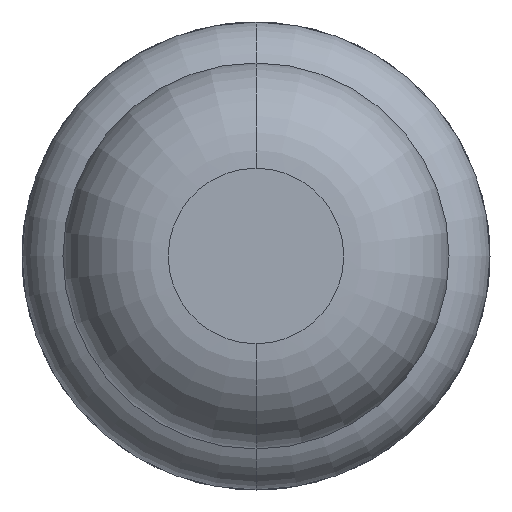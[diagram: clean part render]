
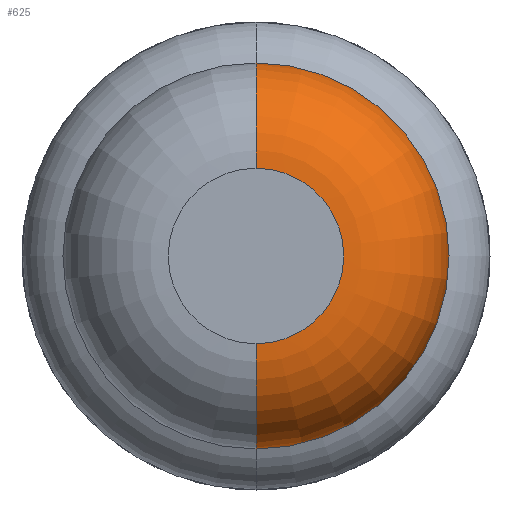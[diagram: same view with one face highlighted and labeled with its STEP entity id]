
A CAD part, front view. The second image highlights one B-rep face of the part: STEP entity #625.
In plain terms, the highlighted toroidal (fillet/blend) face has major radius 0.375 mm and minor radius 0.45 mm.
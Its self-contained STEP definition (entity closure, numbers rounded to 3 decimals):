
#22 = FACE_OUTER_BOUND ( 'NONE', #837, .T. ) ;
#214 = TOROIDAL_SURFACE ( 'NONE', #2004, 0.375, 0.45 ) ;
#215 = VERTEX_POINT ( 'NONE', #3002 ) ;
#253 = DIRECTION ( 'NONE',  ( 0., 0., 1. ) ) ;
#306 = DIRECTION ( 'NONE',  ( 0., 0., -1. ) ) ;
#578 = AXIS2_PLACEMENT_3D ( 'NONE', #2534, #1894, #306 ) ;
#624 = DIRECTION ( 'NONE',  ( 0., 0., 1. ) ) ;
#625 = ADVANCED_FACE ( 'Defeature ausgef�hrt1_6', ( #22 ), #214, .T. ) ;
#635 = CARTESIAN_POINT ( 'NONE',  ( 0., -23.55, 0. ) ) ;
#743 = ORIENTED_EDGE ( 'NONE', *, *, #2354, .F. ) ;
#837 = EDGE_LOOP ( 'NONE', ( #1021, #2875, #3274, #743 ) ) ;
#839 = DIRECTION ( 'NONE',  ( 0., 1., 0. ) ) ;
#958 = CIRCLE ( 'NONE', #1193, 0.825 ) ;
#1021 = ORIENTED_EDGE ( 'NONE', *, *, #2834, .T. ) ;
#1127 = VERTEX_POINT ( 'NONE', #1235 ) ;
#1130 = EDGE_CURVE ( 'NONE', #2527, #1127, #3593, .T. ) ;
#1156 = CARTESIAN_POINT ( 'NONE',  ( 0., -23.55, 0. ) ) ;
#1193 = AXIS2_PLACEMENT_3D ( 'NONE', #635, #1229, #624 ) ;
#1229 = DIRECTION ( 'NONE',  ( 0., 1., 0. ) ) ;
#1235 = CARTESIAN_POINT ( 'NONE',  ( 0., -23.55, -0.825 ) ) ;
#1502 = CARTESIAN_POINT ( 'NONE',  ( 0., -23.55, 0.825 ) ) ;
#1546 = DIRECTION ( 'NONE',  ( 0., 0., 1. ) ) ;
#1550 = EDGE_CURVE ( 'Defeature ausgef�hrt1_7+Defeature ausgef�hrt1_6+Defeature ausgef�hrt1_6+Defeature ausgef�hrt1_6', #2007, #1127, #958, .T. ) ;
#1584 = CIRCLE ( 'NONE', #2641, 0.45 ) ;
#1624 = CIRCLE ( 'NONE', #3687, 0.375 ) ;
#1855 = CARTESIAN_POINT ( 'NONE',  ( 0., -24., 0. ) ) ;
#1894 = DIRECTION ( 'NONE',  ( 1., 0., 0. ) ) ;
#2004 = AXIS2_PLACEMENT_3D ( 'NONE', #1156, #839, #253 ) ;
#2007 = VERTEX_POINT ( 'NONE', #1502 ) ;
#2172 = DIRECTION ( 'NONE',  ( 0., 0., 1. ) ) ;
#2317 = CARTESIAN_POINT ( 'NONE',  ( 0., -24., -0.375 ) ) ;
#2354 = EDGE_CURVE ( 'NONE', #215, #2007, #1584, .T. ) ;
#2523 = DIRECTION ( 'NONE',  ( 0., 1., 0. ) ) ;
#2527 = VERTEX_POINT ( 'NONE', #2317 ) ;
#2534 = CARTESIAN_POINT ( 'NONE',  ( 0., -23.55, -0.375 ) ) ;
#2641 = AXIS2_PLACEMENT_3D ( 'NONE', #3450, #2818, #2172 ) ;
#2818 = DIRECTION ( 'NONE',  ( -1., 0., 0. ) ) ;
#2834 = EDGE_CURVE ( 'Defeature ausgef�hrt1_6+Defeature ausgef�hrt1_5+Defeature ausgef�hrt1_5+Defeature ausgef�hrt1_5', #215, #2527, #1624, .T. ) ;
#2875 = ORIENTED_EDGE ( 'NONE', *, *, #1130, .T. ) ;
#3002 = CARTESIAN_POINT ( 'NONE',  ( 0., -24., 0.375 ) ) ;
#3274 = ORIENTED_EDGE ( 'NONE', *, *, #1550, .F. ) ;
#3450 = CARTESIAN_POINT ( 'NONE',  ( 0., -23.55, 0.375 ) ) ;
#3593 = CIRCLE ( 'NONE', #578, 0.45 ) ;
#3687 = AXIS2_PLACEMENT_3D ( 'NONE', #1855, #2523, #1546 ) ;
